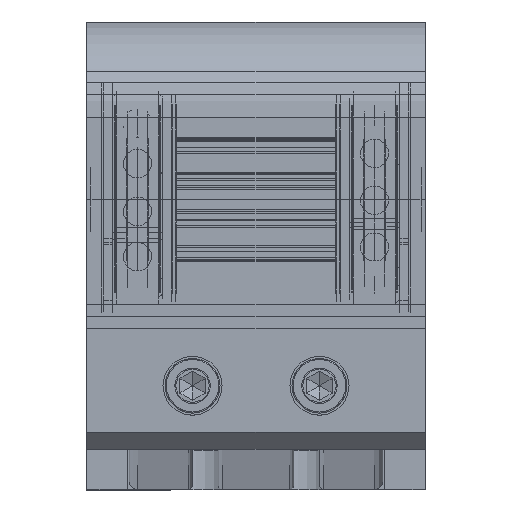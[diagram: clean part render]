
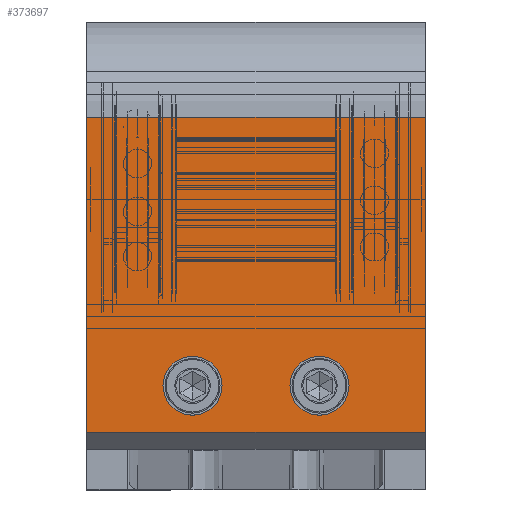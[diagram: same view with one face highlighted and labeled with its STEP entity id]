
A CAD part, top view. The second image highlights one B-rep face of the part: STEP entity #373697.
In plain terms, the highlighted planar face has unit normal (0, 0, 1).
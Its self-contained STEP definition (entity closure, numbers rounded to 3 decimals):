
#12759 = DIRECTION ( 'NONE',  ( 1., 0., 0. ) ) ;
#13186 = EDGE_CURVE ( 'NONE', #128536, #303196, #55437, .T. ) ;
#26527 = CARTESIAN_POINT ( 'NONE',  ( 167.798, 174.238, 570.351 ) ) ;
#42124 = CARTESIAN_POINT ( 'NONE',  ( 130.798, 174.238, 570.351 ) ) ;
#51972 = CIRCLE ( 'NONE', #115184, 7. ) ;
#55437 = LINE ( 'NONE', #287094, #324016 ) ;
#68067 = VECTOR ( 'NONE', #395423, 1000. ) ;
#68537 = FACE_OUTER_BOUND ( 'NONE', #363490, .T. ) ;
#75396 = CARTESIAN_POINT ( 'NONE',  ( 185.798, 237.738, 570.351 ) ) ;
#78650 = DIRECTION ( 'NONE',  ( 0., 0., 1. ) ) ;
#85509 = CARTESIAN_POINT ( 'NONE',  ( 160.798, 174.238, 570.351 ) ) ;
#89909 = EDGE_LOOP ( 'NONE', ( #346444, #194361 ) ) ;
#99581 = ORIENTED_EDGE ( 'NONE', *, *, #301721, .F. ) ;
#103279 = CARTESIAN_POINT ( 'NONE',  ( 153.798, 174.238, 570.351 ) ) ;
#106829 = DIRECTION ( 'NONE',  ( 1., 0., 0. ) ) ;
#111595 = DIRECTION ( 'NONE',  ( 1., 0., 0. ) ) ;
#115184 = AXIS2_PLACEMENT_3D ( 'NONE', #135484, #234801, #106829 ) ;
#119425 = EDGE_CURVE ( 'NONE', #429497, #128536, #122080, .T. ) ;
#122080 = LINE ( 'NONE', #261065, #68067 ) ;
#128536 = VERTEX_POINT ( 'NONE', #354388 ) ;
#134664 = FACE_BOUND ( 'NONE', #89909, .T. ) ;
#134804 = VECTOR ( 'NONE', #141693, 1000. ) ;
#135484 = CARTESIAN_POINT ( 'NONE',  ( 160.798, 174.238, 570.351 ) ) ;
#141693 = DIRECTION ( 'NONE',  ( 0., -1., 0. ) ) ;
#145063 = LINE ( 'NONE', #391834, #286321 ) ;
#162991 = CIRCLE ( 'NONE', #310883, 7. ) ;
#172657 = LINE ( 'NONE', #401869, #134804 ) ;
#173109 = EDGE_LOOP ( 'NONE', ( #231016, #99581 ) ) ;
#194361 = ORIENTED_EDGE ( 'NONE', *, *, #401642, .F. ) ;
#222498 = ORIENTED_EDGE ( 'NONE', *, *, #237561, .F. ) ;
#231016 = ORIENTED_EDGE ( 'NONE', *, *, #299417, .F. ) ;
#234801 = DIRECTION ( 'NONE',  ( 0., 0., 1. ) ) ;
#234874 = EDGE_CURVE ( 'NONE', #285687, #281208, #404057, .T. ) ;
#237561 = EDGE_CURVE ( 'NONE', #393021, #303196, #172657, .T. ) ;
#241352 = CARTESIAN_POINT ( 'NONE',  ( 123.798, 174.238, 570.351 ) ) ;
#245154 = CARTESIAN_POINT ( 'NONE',  ( 105.798, 237.738, 570.351 ) ) ;
#247269 = DIRECTION ( 'NONE',  ( 1., 0., 0. ) ) ;
#247688 = VERTEX_POINT ( 'NONE', #103279 ) ;
#261065 = CARTESIAN_POINT ( 'NONE',  ( 105.798, 159.238, 570.351 ) ) ;
#269265 = FACE_BOUND ( 'NONE', #173109, .T. ) ;
#273468 = VERTEX_POINT ( 'NONE', #26527 ) ;
#281208 = VERTEX_POINT ( 'NONE', #241352 ) ;
#285553 = AXIS2_PLACEMENT_3D ( 'NONE', #351929, #78650, #111595 ) ;
#285687 = VERTEX_POINT ( 'NONE', #374670 ) ;
#286321 = VECTOR ( 'NONE', #290417, 1000. ) ;
#287094 = CARTESIAN_POINT ( 'NONE',  ( 185.798, 163.238, 570.351 ) ) ;
#289391 = AXIS2_PLACEMENT_3D ( 'NONE', #427919, #397135, #432293 ) ;
#290417 = DIRECTION ( 'NONE',  ( -1., 0., 0. ) ) ;
#298000 = PLANE ( 'NONE',  #289391 ) ;
#299417 = EDGE_CURVE ( 'NONE', #273468, #247688, #162991, .T. ) ;
#301721 = EDGE_CURVE ( 'NONE', #247688, #273468, #51972, .T. ) ;
#303196 = VERTEX_POINT ( 'NONE', #357634 ) ;
#310883 = AXIS2_PLACEMENT_3D ( 'NONE', #85509, #387589, #12759 ) ;
#324016 = VECTOR ( 'NONE', #359766, 1000. ) ;
#346444 = ORIENTED_EDGE ( 'NONE', *, *, #234874, .F. ) ;
#348708 = DIRECTION ( 'NONE',  ( 0., 0., 1. ) ) ;
#351929 = CARTESIAN_POINT ( 'NONE',  ( 130.798, 174.238, 570.351 ) ) ;
#354388 = CARTESIAN_POINT ( 'NONE',  ( 105.798, 163.238, 570.351 ) ) ;
#354628 = ORIENTED_EDGE ( 'NONE', *, *, #355097, .T. ) ;
#355097 = EDGE_CURVE ( 'NONE', #393021, #429497, #145063, .T. ) ;
#357634 = CARTESIAN_POINT ( 'NONE',  ( 185.798, 163.238, 570.351 ) ) ;
#359766 = DIRECTION ( 'NONE',  ( 1., 0., 0. ) ) ;
#363490 = EDGE_LOOP ( 'NONE', ( #414289, #414838, #222498, #354628 ) ) ;
#373697 = ADVANCED_FACE ( 'NONE', ( #134664, #269265, #68537 ), #298000, .F. ) ;
#374670 = CARTESIAN_POINT ( 'NONE',  ( 137.798, 174.238, 570.351 ) ) ;
#384297 = CIRCLE ( 'NONE', #412437, 7. ) ;
#387589 = DIRECTION ( 'NONE',  ( 0., 0., 1. ) ) ;
#391834 = CARTESIAN_POINT ( 'NONE',  ( 185.798, 237.738, 570.351 ) ) ;
#393021 = VERTEX_POINT ( 'NONE', #75396 ) ;
#395423 = DIRECTION ( 'NONE',  ( 0., -1., 0. ) ) ;
#397135 = DIRECTION ( 'NONE',  ( 0., 0., -1. ) ) ;
#401642 = EDGE_CURVE ( 'NONE', #281208, #285687, #384297, .T. ) ;
#401869 = CARTESIAN_POINT ( 'NONE',  ( 185.798, 159.238, 570.351 ) ) ;
#404057 = CIRCLE ( 'NONE', #285553, 7. ) ;
#412437 = AXIS2_PLACEMENT_3D ( 'NONE', #42124, #348708, #247269 ) ;
#414289 = ORIENTED_EDGE ( 'NONE', *, *, #119425, .T. ) ;
#414838 = ORIENTED_EDGE ( 'NONE', *, *, #13186, .T. ) ;
#427919 = CARTESIAN_POINT ( 'NONE',  ( 185.798, 159.238, 570.351 ) ) ;
#429497 = VERTEX_POINT ( 'NONE', #245154 ) ;
#432293 = DIRECTION ( 'NONE',  ( -1., 0., 0. ) ) ;
